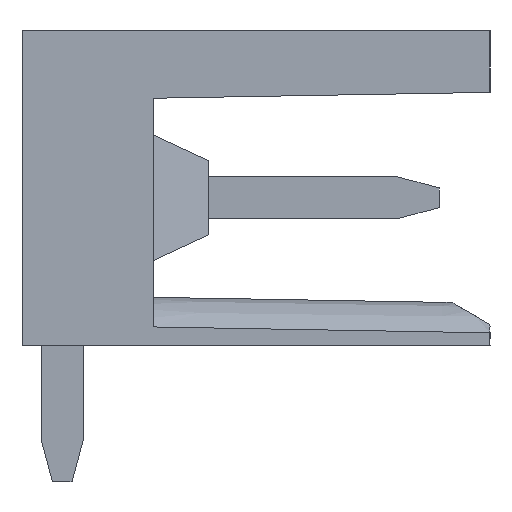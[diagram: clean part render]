
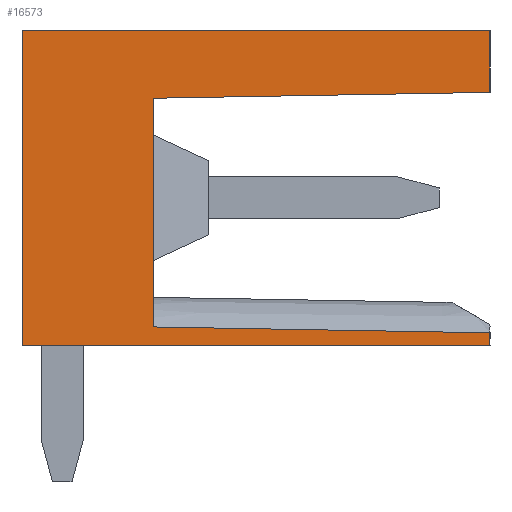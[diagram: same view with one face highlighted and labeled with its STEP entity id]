
A CAD part, left-side view. The second image highlights one B-rep face of the part: STEP entity #16573.
In plain terms, the highlighted planar face has unit normal (-1, 0, 0).
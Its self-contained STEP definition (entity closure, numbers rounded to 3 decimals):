
#16523=AXIS2_PLACEMENT_3D('Plane Axis2P3D',#16520,#16521,#16522) ;
#15680=CARTESIAN_POINT('Vertex',(0.,0.,3.511)) ;
#15694=CARTESIAN_POINT('Vertex',(0.,7.95,3.65)) ;
#15698=CARTESIAN_POINT('Control Point',(0.,0.,3.511)) ;
#15699=CARTESIAN_POINT('Control Point',(0.,7.95,3.65)) ;
#16295=CARTESIAN_POINT('Vertex',(0.,0.,9.189)) ;
#16298=CARTESIAN_POINT('Line Origine',(0.,3.975,9.119)) ;
#16302=CARTESIAN_POINT('Vertex',(0.,7.95,9.05)) ;
#16520=CARTESIAN_POINT('Axis2P3D Location',(0.,0.,0.)) ;
#16525=CARTESIAN_POINT('Line Origine',(0.,0.,9.919)) ;
#16529=CARTESIAN_POINT('Vertex',(0.,0.,10.65)) ;
#16532=CARTESIAN_POINT('Line Origine',(0.,5.525,10.65)) ;
#16536=CARTESIAN_POINT('Vertex',(0.,11.05,10.65)) ;
#16539=CARTESIAN_POINT('Line Origine',(0.,11.05,6.925)) ;
#16543=CARTESIAN_POINT('Vertex',(0.,11.05,3.2)) ;
#16546=CARTESIAN_POINT('Line Origine',(0.,5.525,3.2)) ;
#16550=CARTESIAN_POINT('Vertex',(0.,0.,3.2)) ;
#16553=CARTESIAN_POINT('Line Origine',(0.,0.,3.356)) ;
#16558=CARTESIAN_POINT('Line Origine',(0.,7.95,6.35)) ;
#16299=DIRECTION('Vector Direction',(0.,-1.,0.017)) ;
#16521=DIRECTION('Axis2P3D Direction',(-1.,0.,0.)) ;
#16522=DIRECTION('Axis2P3D XDirection',(0.,-1.,0.)) ;
#16526=DIRECTION('Vector Direction',(0.,0.,-1.)) ;
#16533=DIRECTION('Vector Direction',(0.,-1.,0.)) ;
#16540=DIRECTION('Vector Direction',(0.,0.,1.)) ;
#16547=DIRECTION('Vector Direction',(0.,1.,0.)) ;
#16554=DIRECTION('Vector Direction',(0.,0.,-1.)) ;
#16559=DIRECTION('Vector Direction',(0.,0.,1.)) ;
#16300=VECTOR('Line Direction',#16299,1.) ;
#16527=VECTOR('Line Direction',#16526,1.) ;
#16534=VECTOR('Line Direction',#16533,1.) ;
#16541=VECTOR('Line Direction',#16540,1.) ;
#16548=VECTOR('Line Direction',#16547,1.) ;
#16555=VECTOR('Line Direction',#16554,1.) ;
#16560=VECTOR('Line Direction',#16559,1.) ;
#16564=ORIENTED_EDGE('',*,*,#16531,.T.) ;
#16565=ORIENTED_EDGE('',*,*,#16538,.T.) ;
#16566=ORIENTED_EDGE('',*,*,#16545,.T.) ;
#16567=ORIENTED_EDGE('',*,*,#16552,.T.) ;
#16568=ORIENTED_EDGE('',*,*,#16557,.T.) ;
#16569=ORIENTED_EDGE('',*,*,#15700,.F.) ;
#16570=ORIENTED_EDGE('',*,*,#16562,.F.) ;
#16571=ORIENTED_EDGE('',*,*,#16304,.F.) ;
#16573=ADVANCED_FACE('HOUSING',(#16572),#16524,.T.) ;
#15697=B_SPLINE_CURVE_WITH_KNOTS('',1,(#15698,#15699),.UNSPECIFIED.,.F.,.U.,(2,2),(-3.976,3.976),.UNSPECIFIED.) ;
#15700=EDGE_CURVE('',#15695,#15681,#15697,.F.) ;
#16304=EDGE_CURVE('',#16296,#16303,#16301,.F.) ;
#16531=EDGE_CURVE('',#16296,#16530,#16528,.F.) ;
#16538=EDGE_CURVE('',#16530,#16537,#16535,.F.) ;
#16545=EDGE_CURVE('',#16537,#16544,#16542,.F.) ;
#16552=EDGE_CURVE('',#16544,#16551,#16549,.F.) ;
#16557=EDGE_CURVE('',#16551,#15681,#16556,.F.) ;
#16562=EDGE_CURVE('',#16303,#15695,#16561,.F.) ;
#16563=EDGE_LOOP('',(#16564,#16565,#16566,#16567,#16568,#16569,#16570,#16571)) ;
#16572=FACE_OUTER_BOUND('',#16563,.T.) ;
#16301=LINE('Line',#16298,#16300) ;
#16528=LINE('Line',#16525,#16527) ;
#16535=LINE('Line',#16532,#16534) ;
#16542=LINE('Line',#16539,#16541) ;
#16549=LINE('Line',#16546,#16548) ;
#16556=LINE('Line',#16553,#16555) ;
#16561=LINE('Line',#16558,#16560) ;
#16524=PLANE('',#16523) ;
#15681=VERTEX_POINT('',#15680) ;
#15695=VERTEX_POINT('',#15694) ;
#16296=VERTEX_POINT('',#16295) ;
#16303=VERTEX_POINT('',#16302) ;
#16530=VERTEX_POINT('',#16529) ;
#16537=VERTEX_POINT('',#16536) ;
#16544=VERTEX_POINT('',#16543) ;
#16551=VERTEX_POINT('',#16550) ;
